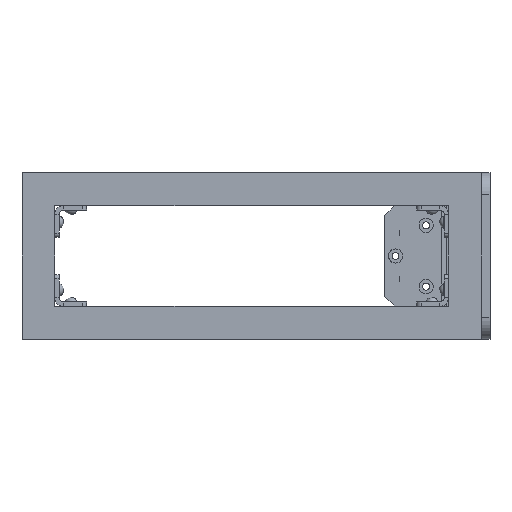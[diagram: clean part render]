
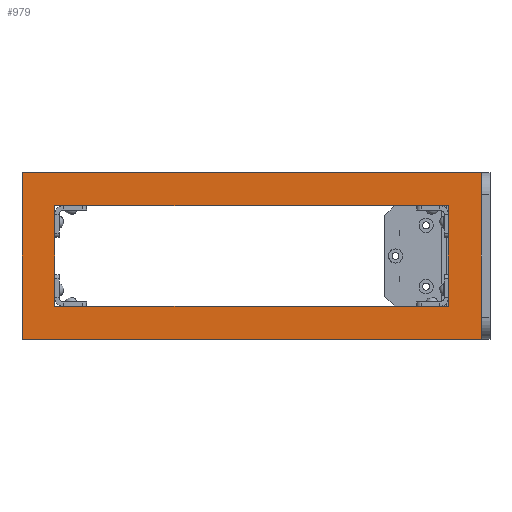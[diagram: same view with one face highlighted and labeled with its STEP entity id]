
A CAD part, left-side view. The second image highlights one B-rep face of the part: STEP entity #979.
In plain terms, the highlighted planar face has unit normal (-1, 0, 0).
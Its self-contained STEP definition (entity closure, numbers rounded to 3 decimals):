
#979=ADVANCED_FACE('',(#1882,#1884),#1886,.F.);
#1882=FACE_BOUND('',#1883,.T.);
#1883=EDGE_LOOP('',(#3068,#3069,#3070,#3071));
#1884=FACE_BOUND('',#1885,.T.);
#1885=EDGE_LOOP('',(#3072,#3073,#3074,#3075));
#1886=PLANE('',#1887);
#1887=AXIS2_PLACEMENT_3D('',#1888,#1889,#1890);
#1888=CARTESIAN_POINT('',(0.,0.,0.));
#1889=DIRECTION('',(1.,0.,0.));
#1890=DIRECTION('',(0.,1.,0.));
#3068=ORIENTED_EDGE('',*,*,#3688,.T.);
#3069=ORIENTED_EDGE('',*,*,#3689,.T.);
#3070=ORIENTED_EDGE('',*,*,#3690,.F.);
#3071=ORIENTED_EDGE('',*,*,#3691,.F.);
#3072=ORIENTED_EDGE('',*,*,#3692,.F.);
#3073=ORIENTED_EDGE('',*,*,#3693,.T.);
#3074=ORIENTED_EDGE('',*,*,#3694,.T.);
#3075=ORIENTED_EDGE('',*,*,#3695,.F.);
#3688=EDGE_CURVE('',#4264,#4265,#4266,.T.);
#3689=EDGE_CURVE('',#4265,#4267,#4268,.T.);
#3690=EDGE_CURVE('',#4269,#4267,#4270,.T.);
#3691=EDGE_CURVE('',#4264,#4269,#4271,.T.);
#3692=EDGE_CURVE('',#4272,#4273,#4274,.T.);
#3693=EDGE_CURVE('',#4272,#4275,#4276,.T.);
#3694=EDGE_CURVE('',#4275,#4277,#4278,.T.);
#3695=EDGE_CURVE('',#4273,#4277,#4279,.T.);
#4264=VERTEX_POINT('',#5827);
#4265=VERTEX_POINT('',#5828);
#4266=LINE('',#5829,#5830);
#4267=VERTEX_POINT('',#5832);
#4268=LINE('',#5833,#5834);
#4269=VERTEX_POINT('',#5836);
#4270=LINE('',#5837,#5838);
#4271=LINE('',#5840,#5841);
#4272=VERTEX_POINT('',#5843);
#4273=VERTEX_POINT('',#5844);
#4274=LINE('',#5845,#5846);
#4275=VERTEX_POINT('',#5848);
#4276=LINE('',#5849,#5850);
#4277=VERTEX_POINT('',#5852);
#4278=LINE('',#5853,#5854);
#4279=LINE('',#5856,#5857);
#5827=CARTESIAN_POINT('',(0.,202.5,-7.5));
#5828=CARTESIAN_POINT('',(0.,-7.5,-7.5));
#5829=CARTESIAN_POINT('',(0.,202.5,-7.5));
#5830=VECTOR('',#5831,1.);
#5831=DIRECTION('',(0.,-1.,0.));
#5832=CARTESIAN_POINT('',(0.,-7.5,68.5));
#5833=CARTESIAN_POINT('',(0.,-7.5,-7.5));
#5834=VECTOR('',#5835,1.);
#5835=DIRECTION('',(0.,0.,1.));
#5836=CARTESIAN_POINT('',(0.,202.5,68.5));
#5837=CARTESIAN_POINT('',(0.,202.5,68.5));
#5838=VECTOR('',#5839,1.);
#5839=DIRECTION('',(0.,-1.,0.));
#5840=CARTESIAN_POINT('',(0.,202.5,-7.5));
#5841=VECTOR('',#5842,1.);
#5842=DIRECTION('',(0.,0.,1.));
#5843=CARTESIAN_POINT('',(0.,187.5,7.5));
#5844=CARTESIAN_POINT('',(0.,7.5,7.5));
#5845=CARTESIAN_POINT('',(0.,187.5,7.5));
#5846=VECTOR('',#5847,1.);
#5847=DIRECTION('',(0.,-1.,0.));
#5848=CARTESIAN_POINT('',(0.,187.5,53.5));
#5849=CARTESIAN_POINT('',(0.,187.5,7.5));
#5850=VECTOR('',#5851,1.);
#5851=DIRECTION('',(0.,0.,1.));
#5852=CARTESIAN_POINT('',(0.,7.5,53.5));
#5853=CARTESIAN_POINT('',(0.,187.5,53.5));
#5854=VECTOR('',#5855,1.);
#5855=DIRECTION('',(0.,-1.,0.));
#5856=CARTESIAN_POINT('',(0.,7.5,7.5));
#5857=VECTOR('',#5858,1.);
#5858=DIRECTION('',(0.,0.,1.));
